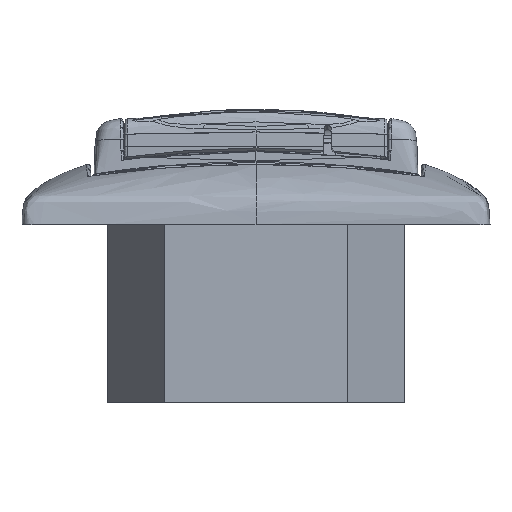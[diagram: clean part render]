
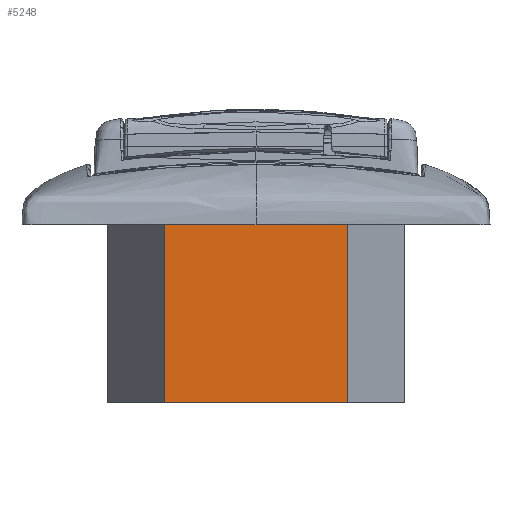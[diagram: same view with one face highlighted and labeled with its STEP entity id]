
A CAD part, left-side view. The second image highlights one B-rep face of the part: STEP entity #5248.
In plain terms, the highlighted planar face has unit normal (-1, 0, 0).
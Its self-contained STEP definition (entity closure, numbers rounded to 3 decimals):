
#641 = EDGE_CURVE ( 'NONE', #76936, #53292, #50808, .T. ) ;
#4248 = ORIENTED_EDGE ( 'NONE', *, *, #10113, .T. ) ;
#5248 = ADVANCED_FACE ( 'NONE', ( #6746 ), #117587, .T. ) ;
#6746 = FACE_OUTER_BOUND ( 'NONE', #58429, .T. ) ;
#9337 = B_SPLINE_CURVE_WITH_KNOTS ( 'NONE', 3,
 ( #34713, #36004, #24288, #44489 ),
 .UNSPECIFIED., .F., .F.,
 ( 4, 4 ),
 ( 0., 1. ),
 .UNSPECIFIED. ) ;
#10113 = EDGE_CURVE ( 'NONE', #76936, #67936, #93880, .T. ) ;
#13145 = CARTESIAN_POINT ( 'NONE',  ( -24.52, -5.347, -16.35 ) ) ;
#13458 = CARTESIAN_POINT ( 'NONE',  ( -24.52, -16.041, -5.95 ) ) ;
#13793 = CARTESIAN_POINT ( 'NONE',  ( -24.52, 16.041, -16.35 ) ) ;
#14096 = CARTESIAN_POINT ( 'NONE',  ( -24.52, -16.041, 14.85 ) ) ;
#18185 = CARTESIAN_POINT ( 'NONE',  ( -24.52, 5.347, 14.85 ) ) ;
#21036 = AXIS2_PLACEMENT_3D ( 'NONE', #55657, #28252, #55022 ) ;
#21765 = EDGE_CURVE ( 'NONE', #108450, #67936, #9337, .T. ) ;
#24231 = CARTESIAN_POINT ( 'NONE',  ( -24.52, 5.347, -16.35 ) ) ;
#24288 = CARTESIAN_POINT ( 'NONE',  ( -24.52, 16.041, 4.45 ) ) ;
#28252 = DIRECTION ( 'NONE',  ( -1., 0., 0. ) ) ;
#32125 = B_SPLINE_CURVE_WITH_KNOTS ( 'NONE', 3,
 ( #113564, #13145, #24231, #13793 ),
 .UNSPECIFIED., .F., .F.,
 ( 4, 4 ),
 ( 0., 1. ),
 .UNSPECIFIED. ) ;
#34713 = CARTESIAN_POINT ( 'NONE',  ( -24.52, 16.041, -16.35 ) ) ;
#36004 = CARTESIAN_POINT ( 'NONE',  ( -24.52, 16.041, -5.95 ) ) ;
#44489 = CARTESIAN_POINT ( 'NONE',  ( -24.52, 16.041, 14.85 ) ) ;
#50808 = B_SPLINE_CURVE_WITH_KNOTS ( 'NONE', 3,
 ( #14096, #72808, #13458, #73449 ),
 .UNSPECIFIED., .F., .F.,
 ( 4, 4 ),
 ( 0., 1. ),
 .UNSPECIFIED. ) ;
#50891 = ORIENTED_EDGE ( 'NONE', *, *, #641, .F. ) ;
#53292 = VERTEX_POINT ( 'NONE', #57288 ) ;
#55022 = DIRECTION ( 'NONE',  ( 0., 1., 0. ) ) ;
#55657 = CARTESIAN_POINT ( 'NONE',  ( -24.52, -16.041, 14.85 ) ) ;
#56696 = CARTESIAN_POINT ( 'NONE',  ( -24.52, -16.041, 14.85 ) ) ;
#57052 = CARTESIAN_POINT ( 'NONE',  ( -24.52, -16.041, 14.85 ) ) ;
#57288 = CARTESIAN_POINT ( 'NONE',  ( -24.52, -16.041, -16.35 ) ) ;
#58429 = EDGE_LOOP ( 'NONE', ( #90429, #50891, #4248, #59435 ) ) ;
#59435 = ORIENTED_EDGE ( 'NONE', *, *, #21765, .F. ) ;
#67936 = VERTEX_POINT ( 'NONE', #104361 ) ;
#72808 = CARTESIAN_POINT ( 'NONE',  ( -24.52, -16.041, 4.45 ) ) ;
#73449 = CARTESIAN_POINT ( 'NONE',  ( -24.52, -16.041, -16.35 ) ) ;
#76936 = VERTEX_POINT ( 'NONE', #57052 ) ;
#78796 = CARTESIAN_POINT ( 'NONE',  ( -24.52, -5.347, 14.85 ) ) ;
#81288 = EDGE_CURVE ( 'NONE', #53292, #108450, #32125, .T. ) ;
#86654 = CARTESIAN_POINT ( 'NONE',  ( -24.52, 16.041, 14.85 ) ) ;
#90429 = ORIENTED_EDGE ( 'NONE', *, *, #81288, .F. ) ;
#93880 = B_SPLINE_CURVE_WITH_KNOTS ( 'NONE', 3,
 ( #56696, #78796, #18185, #86654 ),
 .UNSPECIFIED., .F., .F.,
 ( 4, 4 ),
 ( 0., 1. ),
 .UNSPECIFIED. ) ;
#104361 = CARTESIAN_POINT ( 'NONE',  ( -24.52, 16.041, 14.85 ) ) ;
#105441 = CARTESIAN_POINT ( 'NONE',  ( -24.52, 16.041, -16.35 ) ) ;
#108450 = VERTEX_POINT ( 'NONE', #105441 ) ;
#113564 = CARTESIAN_POINT ( 'NONE',  ( -24.52, -16.041, -16.35 ) ) ;
#117587 = PLANE ( 'NONE',  #21036 ) ;
